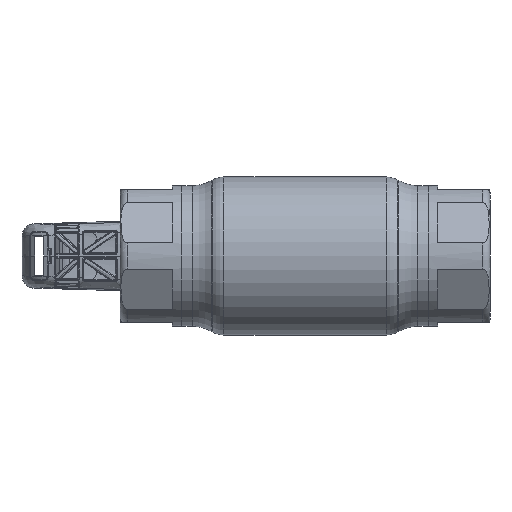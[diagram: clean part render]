
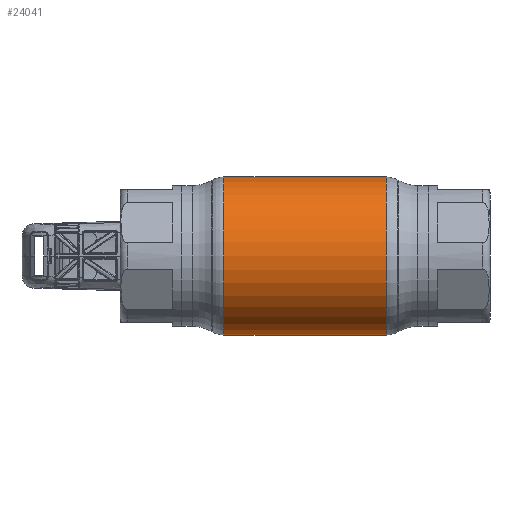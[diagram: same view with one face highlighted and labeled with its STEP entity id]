
A CAD part, front view. The second image highlights one B-rep face of the part: STEP entity #24041.
In plain terms, the highlighted cylindrical face has radius 33.34 mm (diameter 66.68 mm), a partial arc.
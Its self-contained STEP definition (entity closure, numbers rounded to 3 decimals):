
#103 = DIRECTION ( 'NONE',  ( 0., 0., 1. ) ) ;
#3152 = EDGE_CURVE ( 'NONE', #50682, #25141, #44128, .T. ) ;
#6910 = DIRECTION ( 'NONE',  ( 0., 0., 1. ) ) ;
#9670 = ORIENTED_EDGE ( 'NONE', *, *, #43882, .F. ) ;
#9703 = CARTESIAN_POINT ( 'NONE',  ( -62.69, 0., 33.34 ) ) ;
#10247 = VERTEX_POINT ( 'NONE', #35749 ) ;
#11364 = VECTOR ( 'NONE', #42796, 1000. ) ;
#13243 = ORIENTED_EDGE ( 'NONE', *, *, #31729, .T. ) ;
#19298 = CARTESIAN_POINT ( 'NONE',  ( 34.177, 0., -33.34 ) ) ;
#22395 = AXIS2_PLACEMENT_3D ( 'NONE', #38715, #38928, #62600 ) ;
#24041 = ADVANCED_FACE ( 'NONE', ( #25615 ), #30172, .T. ) ;
#24342 = DIRECTION ( 'NONE',  ( -1., 0., 0. ) ) ;
#24985 = CARTESIAN_POINT ( 'NONE',  ( 34.177, 0., 0. ) ) ;
#25141 = VERTEX_POINT ( 'NONE', #40675 ) ;
#25615 = FACE_OUTER_BOUND ( 'NONE', #40692, .T. ) ;
#25640 = VERTEX_POINT ( 'NONE', #19298 ) ;
#26402 = ORIENTED_EDGE ( 'NONE', *, *, #3152, .F. ) ;
#28605 = EDGE_CURVE ( 'NONE', #25640, #10247, #36551, .T. ) ;
#30172 = CYLINDRICAL_SURFACE ( 'NONE', #55525, 33.34 ) ;
#31729 = EDGE_CURVE ( 'NONE', #10247, #25141, #60599, .T. ) ;
#34688 = VECTOR ( 'NONE', #38669, 1000. ) ;
#35749 = CARTESIAN_POINT ( 'NONE',  ( 34.177, 0., 33.34 ) ) ;
#36551 = CIRCLE ( 'NONE', #59855, 33.34 ) ;
#36611 = CARTESIAN_POINT ( 'NONE',  ( -34.177, 0., -33.34 ) ) ;
#38669 = DIRECTION ( 'NONE',  ( -1., 0., 0. ) ) ;
#38715 = CARTESIAN_POINT ( 'NONE',  ( -34.177, 0., 0. ) ) ;
#38928 = DIRECTION ( 'NONE',  ( -1., 0., 0. ) ) ;
#40675 = CARTESIAN_POINT ( 'NONE',  ( -34.177, 0., 33.34 ) ) ;
#40692 = EDGE_LOOP ( 'NONE', ( #9670, #41272, #13243, #26402 ) ) ;
#41272 = ORIENTED_EDGE ( 'NONE', *, *, #28605, .T. ) ;
#42796 = DIRECTION ( 'NONE',  ( -1., 0., 0. ) ) ;
#43882 = EDGE_CURVE ( 'NONE', #25640, #50682, #59427, .T. ) ;
#44128 = CIRCLE ( 'NONE', #22395, 33.34 ) ;
#45304 = DIRECTION ( 'NONE',  ( -1., 0., 0. ) ) ;
#50682 = VERTEX_POINT ( 'NONE', #36611 ) ;
#52589 = CARTESIAN_POINT ( 'NONE',  ( -62.69, 0., -33.34 ) ) ;
#55485 = CARTESIAN_POINT ( 'NONE',  ( -62.69, 0., 0. ) ) ;
#55525 = AXIS2_PLACEMENT_3D ( 'NONE', #55485, #45304, #6910 ) ;
#59427 = LINE ( 'NONE', #52589, #11364 ) ;
#59855 = AXIS2_PLACEMENT_3D ( 'NONE', #24985, #24342, #103 ) ;
#60599 = LINE ( 'NONE', #9703, #34688 ) ;
#62600 = DIRECTION ( 'NONE',  ( 0., 0., 1. ) ) ;
